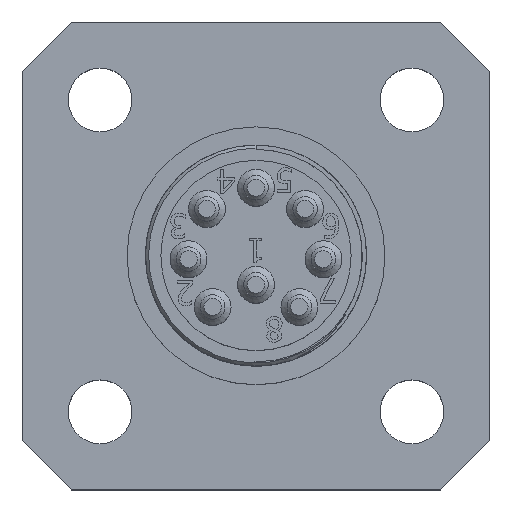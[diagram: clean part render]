
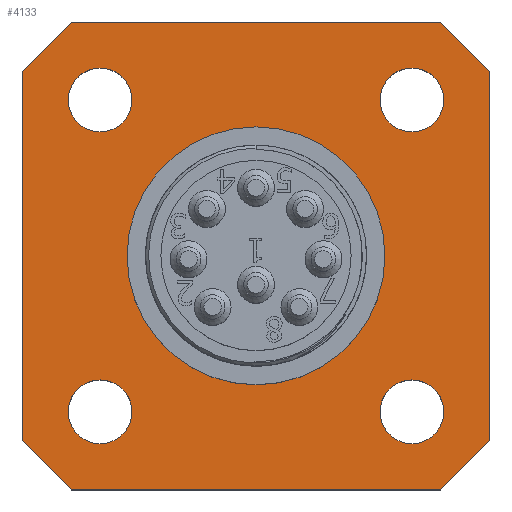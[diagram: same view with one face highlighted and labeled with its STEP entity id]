
A CAD part, top view. The second image highlights one B-rep face of the part: STEP entity #4133.
In plain terms, the highlighted planar face has unit normal (0, 0, 1).
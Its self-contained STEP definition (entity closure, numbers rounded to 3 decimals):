
#361=LINE($,#8095,#642);
#367=LINE($,#8106,#648);
#375=LINE($,#8132,#656);
#377=LINE($,#8136,#658);
#379=LINE($,#8141,#660);
#381=LINE($,#8145,#662);
#383=LINE($,#8148,#664);
#384=LINE($,#8264,#665);
#642=VECTOR($,#4967,5.657);
#648=VECTOR($,#4975,30.1);
#656=VECTOR($,#4997,5.657);
#658=VECTOR($,#5001,30.1);
#660=VECTOR($,#5005,5.657);
#662=VECTOR($,#5009,30.1);
#664=VECTOR($,#5013,5.657);
#665=VECTOR($,#5170,30.1);
#943=PLANE($,#4387);
#1084=FACE_BOUND($,#1680,.T.);
#1085=FACE_BOUND($,#1681,.T.);
#1086=FACE_BOUND($,#1682,.T.);
#1087=FACE_BOUND($,#1683,.T.);
#1088=FACE_BOUND($,#1684,.T.);
#1332=FACE_OUTER_BOUND($,#1679,.T.);
#1679=EDGE_LOOP($,(#3782,#3783,#3784,#3785,#3786,#3787,#3788,#3789));
#1680=EDGE_LOOP($,(#3790));
#1681=EDGE_LOOP($,(#3791));
#1682=EDGE_LOOP($,(#3792));
#1683=EDGE_LOOP($,(#3793));
#1684=EDGE_LOOP($,(#3794));
#1767=CIRCLE($,#4373,2.6);
#1768=CIRCLE($,#4375,2.6);
#1769=CIRCLE($,#4377,2.6);
#1770=CIRCLE($,#4379,2.6);
#1772=CIRCLE($,#4384,10.5);
#2105=VERTEX_POINT($,#8093);
#2106=VERTEX_POINT($,#8094);
#2110=VERTEX_POINT($,#8104);
#2121=VERTEX_POINT($,#8130);
#2122=VERTEX_POINT($,#8134);
#2123=VERTEX_POINT($,#8138);
#2124=VERTEX_POINT($,#8140);
#2125=VERTEX_POINT($,#8144);
#2157=VERTEX_POINT($,#8244);
#2158=VERTEX_POINT($,#8247);
#2159=VERTEX_POINT($,#8250);
#2160=VERTEX_POINT($,#8253);
#2162=VERTEX_POINT($,#8260);
#2641=EDGE_CURVE($,#2105,#2106,#361,.T.);
#2647=EDGE_CURVE($,#2110,#2105,#367,.T.);
#2660=EDGE_CURVE($,#2121,#2110,#375,.T.);
#2662=EDGE_CURVE($,#2122,#2121,#377,.T.);
#2664=EDGE_CURVE($,#2123,#2124,#379,.T.);
#2666=EDGE_CURVE($,#2124,#2125,#381,.T.);
#2668=EDGE_CURVE($,#2125,#2122,#383,.T.);
#2700=EDGE_CURVE($,#2157,#2157,#1767,.T.);
#2701=EDGE_CURVE($,#2158,#2158,#1768,.T.);
#2702=EDGE_CURVE($,#2159,#2159,#1769,.T.);
#2703=EDGE_CURVE($,#2160,#2160,#1770,.T.);
#2705=EDGE_CURVE($,#2162,#2162,#1772,.T.);
#2706=EDGE_CURVE($,#2106,#2123,#384,.T.);
#3782=ORIENTED_EDGE($,*,*,#2641,.F.);
#3783=ORIENTED_EDGE($,*,*,#2647,.F.);
#3784=ORIENTED_EDGE($,*,*,#2660,.F.);
#3785=ORIENTED_EDGE($,*,*,#2662,.F.);
#3786=ORIENTED_EDGE($,*,*,#2668,.F.);
#3787=ORIENTED_EDGE($,*,*,#2666,.F.);
#3788=ORIENTED_EDGE($,*,*,#2664,.F.);
#3789=ORIENTED_EDGE($,*,*,#2706,.F.);
#3790=ORIENTED_EDGE($,*,*,#2700,.T.);
#3791=ORIENTED_EDGE($,*,*,#2701,.T.);
#3792=ORIENTED_EDGE($,*,*,#2702,.T.);
#3793=ORIENTED_EDGE($,*,*,#2703,.T.);
#3794=ORIENTED_EDGE($,*,*,#2705,.T.);
#4133=ADVANCED_FACE($,(#1332,#1084,#1085,#1086,#1087,#1088),#943,.T.);
#4373=AXIS2_PLACEMENT_3D($,#8245,#5142,#5143);
#4375=AXIS2_PLACEMENT_3D($,#8248,#5146,#5147);
#4377=AXIS2_PLACEMENT_3D($,#8251,#5150,#5151);
#4379=AXIS2_PLACEMENT_3D($,#8254,#5154,#5155);
#4384=AXIS2_PLACEMENT_3D($,#8261,#5164,#5165);
#4387=AXIS2_PLACEMENT_3D($,#8265,#5171,#5172);
#4967=DIRECTION($,(0.707,0.707,0.));
#4975=DIRECTION($,(0.,1.,0.));
#4997=DIRECTION($,(-0.707,0.707,0.));
#5001=DIRECTION($,(-1.,0.,0.));
#5005=DIRECTION($,(0.707,-0.707,0.));
#5009=DIRECTION($,(0.,-1.,0.));
#5013=DIRECTION($,(-0.707,-0.707,0.));
#5142=DIRECTION('center_axis',(0.,0.,-1.));
#5143=DIRECTION('ref_axis',(0.,-1.,0.));
#5146=DIRECTION('center_axis',(0.,0.,-1.));
#5147=DIRECTION('ref_axis',(-1.,0.,0.));
#5150=DIRECTION('center_axis',(0.,0.,-1.));
#5151=DIRECTION('ref_axis',(0.,1.,0.));
#5154=DIRECTION('center_axis',(0.,0.,-1.));
#5155=DIRECTION('ref_axis',(1.,0.,0.));
#5164=DIRECTION('center_axis',(0.,0.,-1.));
#5165=DIRECTION('ref_axis',(-1.,0.,0.));
#5170=DIRECTION($,(1.,0.,0.));
#5171=DIRECTION('center_axis',(0.,0.,1.));
#5172=DIRECTION('ref_axis',(1.,0.,0.));
#8093=CARTESIAN_POINT('',(-19.05,15.05,3.95));
#8094=CARTESIAN_POINT('',(-15.05,19.05,3.95));
#8095=CARTESIAN_POINT($,(-17.05,17.05,3.95));
#8104=CARTESIAN_POINT('',(-19.05,-15.05,3.95));
#8106=CARTESIAN_POINT($,(-19.05,-19.05,3.95));
#8130=CARTESIAN_POINT('',(-15.05,-19.05,3.95));
#8132=CARTESIAN_POINT($,(-17.05,-17.05,3.95));
#8134=CARTESIAN_POINT('',(15.05,-19.05,3.95));
#8136=CARTESIAN_POINT($,(19.05,-19.05,3.95));
#8138=CARTESIAN_POINT('',(15.05,19.05,3.95));
#8140=CARTESIAN_POINT('',(19.05,15.05,3.95));
#8141=CARTESIAN_POINT($,(17.05,17.05,3.95));
#8144=CARTESIAN_POINT('',(19.05,-15.05,3.95));
#8145=CARTESIAN_POINT($,(19.05,19.05,3.95));
#8148=CARTESIAN_POINT($,(17.05,-17.05,3.95));
#8244=CARTESIAN_POINT('',(12.7,10.1,3.95));
#8245=CARTESIAN_POINT('Origin',(12.7,12.7,3.95));
#8247=CARTESIAN_POINT('',(10.1,-12.7,3.95));
#8248=CARTESIAN_POINT('Origin',(12.7,-12.7,3.95));
#8250=CARTESIAN_POINT('',(-12.7,-10.1,3.95));
#8251=CARTESIAN_POINT('Origin',(-12.7,-12.7,3.95));
#8253=CARTESIAN_POINT('',(-10.1,12.7,3.95));
#8254=CARTESIAN_POINT('Origin',(-12.7,12.7,3.95));
#8260=CARTESIAN_POINT('',(10.5,0.,3.95));
#8261=CARTESIAN_POINT('Origin',(0.,0.,3.95));
#8264=CARTESIAN_POINT($,(-19.05,19.05,3.95));
#8265=CARTESIAN_POINT('Origin',(0.,0.,
3.95));
